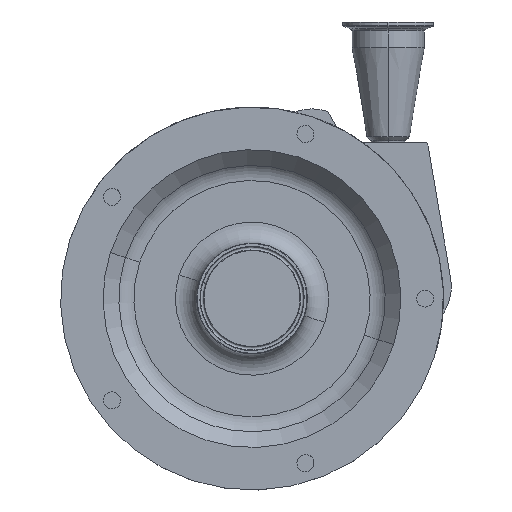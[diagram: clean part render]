
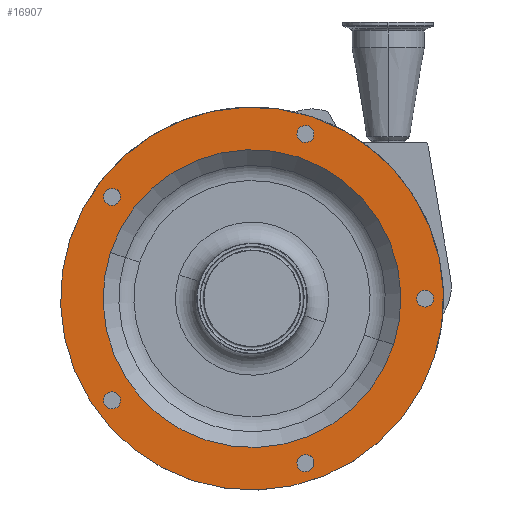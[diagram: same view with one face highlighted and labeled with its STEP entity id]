
A CAD part, top view. The second image highlights one B-rep face of the part: STEP entity #16907.
In plain terms, the highlighted planar face has unit normal (0, 0, 1).
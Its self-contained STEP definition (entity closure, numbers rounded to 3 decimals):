
#2 = VERTEX_POINT ( 'NONE', #13770 ) ;
#193 = ORIENTED_EDGE ( 'NONE', *, *, #14192, .F. ) ;
#580 = ORIENTED_EDGE ( 'NONE', *, *, #13414, .T. ) ;
#653 = CIRCLE ( 'NONE', #4826, 105. ) ;
#658 = DIRECTION ( 'NONE',  ( -0.951, -0.309, 0. ) ) ;
#765 = EDGE_CURVE ( 'NONE', #18008, #12461, #1385, .T. ) ;
#816 = AXIS2_PLACEMENT_3D ( 'NONE', #1084, #3900, #18093 ) ;
#929 = AXIS2_PLACEMENT_3D ( 'NONE', #6881, #18183, #6515 ) ;
#1013 = EDGE_LOOP ( 'NONE', ( #193, #10256 ) ) ;
#1028 = CARTESIAN_POINT ( 'NONE',  ( -98.7, 71.71, 241. ) ) ;
#1084 = CARTESIAN_POINT ( 'NONE',  ( 0., 0., 241. ) ) ;
#1325 = DIRECTION ( 'NONE',  ( 0., 0., 1. ) ) ;
#1385 = CIRCLE ( 'NONE', #15941, 6. ) ;
#1557 = DIRECTION ( 'NONE',  ( 0., 0., 1. ) ) ;
#1661 = FACE_BOUND ( 'NONE', #13139, .T. ) ;
#1729 = DIRECTION ( 'NONE',  ( -0.588, 0.809, 0. ) ) ;
#1734 = AXIS2_PLACEMENT_3D ( 'NONE', #1753, #17356, #15707 ) ;
#1753 = CARTESIAN_POINT ( 'NONE',  ( 12.052, 37.091, 241. ) ) ;
#1807 = EDGE_CURVE ( 'NONE', #11931, #8178, #5582, .T. ) ;
#1867 = CARTESIAN_POINT ( 'NONE',  ( -95.173, 76.564, 241. ) ) ;
#1904 = VERTEX_POINT ( 'NONE', #15228 ) ;
#1992 = CIRCLE ( 'NONE', #11209, 6. ) ;
#2228 = CIRCLE ( 'NONE', #13236, 6. ) ;
#2493 = CIRCLE ( 'NONE', #14383, 135. ) ;
#2562 = DIRECTION ( 'NONE',  ( 0.951, -0.309, 0. ) ) ;
#2927 = CARTESIAN_POINT ( 'NONE',  ( -98.7, 71.71, 241. ) ) ;
#2961 = DIRECTION ( 'NONE',  ( 0., 0., 1. ) ) ;
#2962 = DIRECTION ( 'NONE',  ( 0.951, -0.309, 0. ) ) ;
#3373 = CARTESIAN_POINT ( 'NONE',  ( 37.7, -116.029, 241. ) ) ;
#3608 = CIRCLE ( 'NONE', #13701, 135. ) ;
#3654 = EDGE_LOOP ( 'NONE', ( #6121, #16065 ) ) ;
#3806 = EDGE_CURVE ( 'NONE', #1904, #8535, #9571, .T. ) ;
#3900 = DIRECTION ( 'NONE',  ( 0., 0., 1. ) ) ;
#4221 = ORIENTED_EDGE ( 'NONE', *, *, #1807, .F. ) ;
#4234 = EDGE_CURVE ( 'NONE', #8178, #11931, #12827, .T. ) ;
#4453 = VERTEX_POINT ( 'NONE', #8688 ) ;
#4485 = EDGE_CURVE ( 'NONE', #8535, #1904, #6921, .T. ) ;
#4494 = DIRECTION ( 'NONE',  ( 0., 0., 1. ) ) ;
#4531 = CIRCLE ( 'NONE', #929, 6. ) ;
#4646 = FACE_BOUND ( 'NONE', #1013, .T. ) ;
#4826 = AXIS2_PLACEMENT_3D ( 'NONE', #15413, #1557, #2962 ) ;
#4947 = CARTESIAN_POINT ( 'NONE',  ( 0., 0., 241. ) ) ;
#5112 = EDGE_CURVE ( 'NONE', #2, #7526, #3608, .T. ) ;
#5333 = DIRECTION ( 'NONE',  ( 0.588, 0.809, 0. ) ) ;
#5351 = CARTESIAN_POINT ( 'NONE',  ( -128.393, 41.717, 241. ) ) ;
#5483 = EDGE_LOOP ( 'NONE', ( #8258, #4221 ) ) ;
#5582 = CIRCLE ( 'NONE', #14188, 6. ) ;
#5683 = FACE_BOUND ( 'NONE', #10542, .T. ) ;
#5712 = DIRECTION ( 'NONE',  ( 0.951, -0.309, 0. ) ) ;
#5934 = DIRECTION ( 'NONE',  ( 0., -1., 0. ) ) ;
#6052 = FACE_BOUND ( 'NONE', #10526, .T. ) ;
#6077 = CARTESIAN_POINT ( 'NONE',  ( 37.7, 116.029, 241. ) ) ;
#6121 = ORIENTED_EDGE ( 'NONE', *, *, #15564, .F. ) ;
#6167 = DIRECTION ( 'NONE',  ( 0., 0., 1. ) ) ;
#6170 = DIRECTION ( 'NONE',  ( 0., 0., 1. ) ) ;
#6205 = CIRCLE ( 'NONE', #16553, 6. ) ;
#6316 = ORIENTED_EDGE ( 'NONE', *, *, #17755, .F. ) ;
#6515 = DIRECTION ( 'NONE',  ( -0.588, 0.809, 0. ) ) ;
#6575 = CARTESIAN_POINT ( 'NONE',  ( 37.7, -116.029, 241. ) ) ;
#6881 = CARTESIAN_POINT ( 'NONE',  ( -98.7, -71.71, 241. ) ) ;
#6921 = CIRCLE ( 'NONE', #8100, 6. ) ;
#7361 = VERTEX_POINT ( 'NONE', #8237 ) ;
#7454 = FACE_OUTER_BOUND ( 'NONE', #13648, .T. ) ;
#7513 = CARTESIAN_POINT ( 'NONE',  ( 122., 0., 241. ) ) ;
#7526 = VERTEX_POINT ( 'NONE', #5351 ) ;
#7842 = DIRECTION ( 'NONE',  ( 0.951, -0.309, 0. ) ) ;
#8063 = DIRECTION ( 'NONE',  ( 0., 0., 1. ) ) ;
#8088 = AXIS2_PLACEMENT_3D ( 'NONE', #1028, #13696, #5333 ) ;
#8100 = AXIS2_PLACEMENT_3D ( 'NONE', #6077, #4494, #5712 ) ;
#8136 = ORIENTED_EDGE ( 'NONE', *, *, #5112, .T. ) ;
#8178 = VERTEX_POINT ( 'NONE', #1867 ) ;
#8237 = CARTESIAN_POINT ( 'NONE',  ( -102.227, -66.856, 241. ) ) ;
#8258 = ORIENTED_EDGE ( 'NONE', *, *, #4234, .F. ) ;
#8495 = VERTEX_POINT ( 'NONE', #9409 ) ;
#8535 = VERTEX_POINT ( 'NONE', #17002 ) ;
#8648 = DIRECTION ( 'NONE',  ( 0., -1., 0. ) ) ;
#8688 = CARTESIAN_POINT ( 'NONE',  ( 99.861, -32.447, 241. ) ) ;
#8799 = EDGE_CURVE ( 'NONE', #12328, #10563, #17530, .T. ) ;
#9299 = DIRECTION ( 'NONE',  ( 0.951, -0.309, 0. ) ) ;
#9409 = CARTESIAN_POINT ( 'NONE',  ( -95.173, -76.564, 241. ) ) ;
#9571 = CIRCLE ( 'NONE', #16664, 6. ) ;
#9576 = CARTESIAN_POINT ( 'NONE',  ( 31.994, -117.883, 241. ) ) ;
#10256 = ORIENTED_EDGE ( 'NONE', *, *, #765, .F. ) ;
#10484 = DIRECTION ( 'NONE',  ( -0.951, -0.309, 0. ) ) ;
#10526 = EDGE_LOOP ( 'NONE', ( #6316, #13240 ) ) ;
#10542 = EDGE_LOOP ( 'NONE', ( #17536, #17893 ) ) ;
#10563 = VERTEX_POINT ( 'NONE', #9576 ) ;
#10606 = EDGE_CURVE ( 'NONE', #8495, #7361, #4531, .T. ) ;
#10697 = EDGE_CURVE ( 'NONE', #15480, #4453, #653, .T. ) ;
#10901 = ORIENTED_EDGE ( 'NONE', *, *, #3806, .F. ) ;
#11209 = AXIS2_PLACEMENT_3D ( 'NONE', #7513, #14379, #5934 ) ;
#11225 = ORIENTED_EDGE ( 'NONE', *, *, #4485, .F. ) ;
#11362 = CARTESIAN_POINT ( 'NONE',  ( -102.227, 66.856, 241. ) ) ;
#11931 = VERTEX_POINT ( 'NONE', #11362 ) ;
#12165 = CARTESIAN_POINT ( 'NONE',  ( 37.7, 116.029, 241. ) ) ;
#12328 = VERTEX_POINT ( 'NONE', #18271 ) ;
#12461 = VERTEX_POINT ( 'NONE', #12813 ) ;
#12702 = CARTESIAN_POINT ( 'NONE',  ( 0., 0., 241. ) ) ;
#12813 = CARTESIAN_POINT ( 'NONE',  ( 122., -6., 241. ) ) ;
#12827 = CIRCLE ( 'NONE', #8088, 6. ) ;
#13139 = EDGE_LOOP ( 'NONE', ( #10901, #11225 ) ) ;
#13178 = DIRECTION ( 'NONE',  ( 0., 0., 1. ) ) ;
#13236 = AXIS2_PLACEMENT_3D ( 'NONE', #3373, #6170, #658 ) ;
#13240 = ORIENTED_EDGE ( 'NONE', *, *, #8799, .F. ) ;
#13414 = EDGE_CURVE ( 'NONE', #7526, #2, #2493, .T. ) ;
#13648 = EDGE_LOOP ( 'NONE', ( #8136, #580 ) ) ;
#13696 = DIRECTION ( 'NONE',  ( 0., 0., 1. ) ) ;
#13701 = AXIS2_PLACEMENT_3D ( 'NONE', #12702, #15304, #2562 ) ;
#13770 = CARTESIAN_POINT ( 'NONE',  ( 128.393, -41.717, 241. ) ) ;
#14048 = CARTESIAN_POINT ( 'NONE',  ( 122., 6., 241. ) ) ;
#14171 = DIRECTION ( 'NONE',  ( 0.588, 0.809, 0. ) ) ;
#14188 = AXIS2_PLACEMENT_3D ( 'NONE', #2927, #1325, #14171 ) ;
#14192 = EDGE_CURVE ( 'NONE', #12461, #18008, #1992, .T. ) ;
#14314 = FACE_BOUND ( 'NONE', #3654, .T. ) ;
#14379 = DIRECTION ( 'NONE',  ( 0., 0., 1. ) ) ;
#14383 = AXIS2_PLACEMENT_3D ( 'NONE', #4947, #6167, #7842 ) ;
#14656 = CARTESIAN_POINT ( 'NONE',  ( -98.7, -71.71, 241. ) ) ;
#15228 = CARTESIAN_POINT ( 'NONE',  ( 43.406, 114.175, 241. ) ) ;
#15304 = DIRECTION ( 'NONE',  ( 0., 0., 1. ) ) ;
#15413 = CARTESIAN_POINT ( 'NONE',  ( 0., 0., 241. ) ) ;
#15480 = VERTEX_POINT ( 'NONE', #16076 ) ;
#15564 = EDGE_CURVE ( 'NONE', #4453, #15480, #16851, .T. ) ;
#15695 = CARTESIAN_POINT ( 'NONE',  ( 122., 0., 241. ) ) ;
#15707 = DIRECTION ( 'NONE',  ( 0., -1., 0. ) ) ;
#15796 = FACE_BOUND ( 'NONE', #5483, .T. ) ;
#15882 = PLANE ( 'NONE',  #1734 ) ;
#15941 = AXIS2_PLACEMENT_3D ( 'NONE', #15695, #2961, #8648 ) ;
#16065 = ORIENTED_EDGE ( 'NONE', *, *, #10697, .F. ) ;
#16076 = CARTESIAN_POINT ( 'NONE',  ( -99.861, 32.447, 241. ) ) ;
#16553 = AXIS2_PLACEMENT_3D ( 'NONE', #14656, #13178, #1729 ) ;
#16664 = AXIS2_PLACEMENT_3D ( 'NONE', #12165, #17984, #9299 ) ;
#16797 = EDGE_CURVE ( 'NONE', #7361, #8495, #6205, .T. ) ;
#16851 = CIRCLE ( 'NONE', #816, 105. ) ;
#16907 = ADVANCED_FACE ( 'NONE', ( #7454, #4646, #6052, #5683, #15796, #1661, #14314 ), #15882, .F. ) ;
#17002 = CARTESIAN_POINT ( 'NONE',  ( 31.994, 117.883, 241. ) ) ;
#17356 = DIRECTION ( 'NONE',  ( 0., 0., -1. ) ) ;
#17530 = CIRCLE ( 'NONE', #18088, 6. ) ;
#17536 = ORIENTED_EDGE ( 'NONE', *, *, #16797, .F. ) ;
#17755 = EDGE_CURVE ( 'NONE', #10563, #12328, #2228, .T. ) ;
#17893 = ORIENTED_EDGE ( 'NONE', *, *, #10606, .F. ) ;
#17984 = DIRECTION ( 'NONE',  ( 0., 0., 1. ) ) ;
#18008 = VERTEX_POINT ( 'NONE', #14048 ) ;
#18088 = AXIS2_PLACEMENT_3D ( 'NONE', #6575, #8063, #10484 ) ;
#18093 = DIRECTION ( 'NONE',  ( 0.951, -0.309, 0. ) ) ;
#18183 = DIRECTION ( 'NONE',  ( 0., 0., 1. ) ) ;
#18271 = CARTESIAN_POINT ( 'NONE',  ( 43.406, -114.175, 241. ) ) ;
